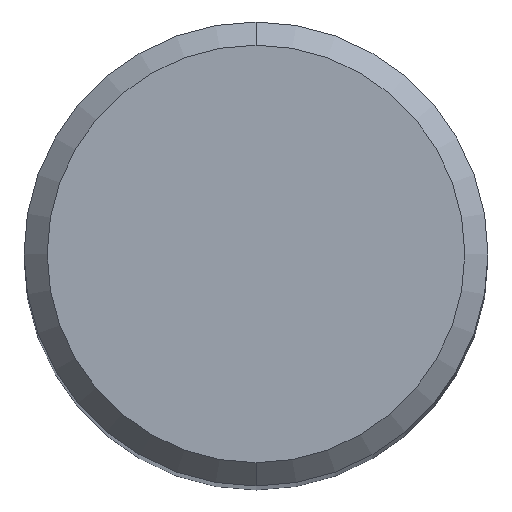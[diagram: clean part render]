
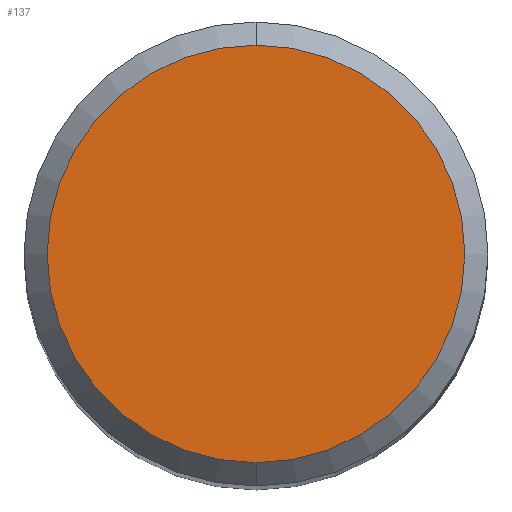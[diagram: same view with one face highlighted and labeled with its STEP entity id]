
A CAD part, top view. The second image highlights one B-rep face of the part: STEP entity #137.
In plain terms, the highlighted planar face has unit normal (0, 0, 1).
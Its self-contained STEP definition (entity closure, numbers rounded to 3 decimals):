
#137=ADVANCED_FACE('',(#358),#359,.T.);
#211=VERTEX_POINT('',#443);
#221=EDGE_CURVE('',#211,#315,#453,.T.);
#243=EDGE_CURVE('',#315,#211,#477,.T.);
#315=VERTEX_POINT('',#556);
#358=FACE_OUTER_BOUND('',#597,.T.);
#359=PLANE('',#598);
#443=CARTESIAN_POINT('',(0.0,7.2,0.0));
#453=CIRCLE('',#720,7.2);
#477=CIRCLE('',#754,7.2);
#556=CARTESIAN_POINT('',(0.,-7.2,0.0));
#597=EDGE_LOOP('',(#900,#901));
#598=AXIS2_PLACEMENT_3D('',#902,#903,#904);
#720=AXIS2_PLACEMENT_3D('',#1022,#1023,#1024);
#754=AXIS2_PLACEMENT_3D('',#1047,#1048,#1049);
#900=ORIENTED_EDGE('',*,*,#221,.F.);
#901=ORIENTED_EDGE('',*,*,#243,.F.);
#902=CARTESIAN_POINT('',(0.0,3.6,0.0));
#903=DIRECTION('',(-0.0,0.0,1.0));
#904=DIRECTION('',(0.0,-1.0,0.0));
#1022=CARTESIAN_POINT('',(0.0,0.0,0.0));
#1023=DIRECTION('',(0.0,0.0,-1.0));
#1024=DIRECTION('',(0.0,1.0,0.0));
#1047=CARTESIAN_POINT('',(0.0,0.0,0.0));
#1048=DIRECTION('',(0.0,0.0,-1.0));
#1049=DIRECTION('',(0.0,1.0,0.0));
